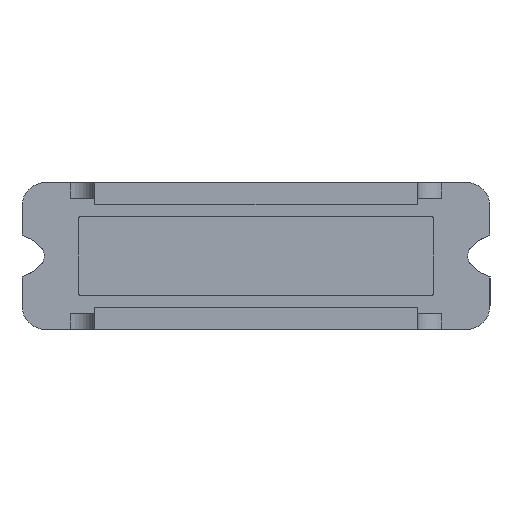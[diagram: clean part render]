
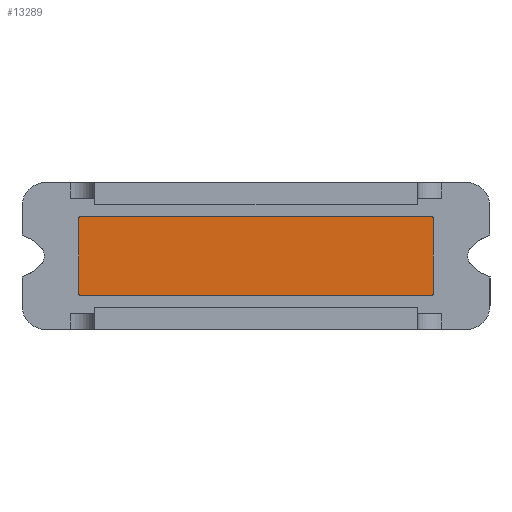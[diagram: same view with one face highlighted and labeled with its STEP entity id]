
A CAD part, front view. The second image highlights one B-rep face of the part: STEP entity #13289.
In plain terms, the highlighted planar face has unit normal (0, -1, 0).
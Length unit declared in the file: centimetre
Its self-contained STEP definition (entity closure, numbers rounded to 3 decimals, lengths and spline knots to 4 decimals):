
#39 = AXIS2_PLACEMENT_3D ( 'NONE', #730, #731, #732 ) ;
#40 = AXIS2_PLACEMENT_3D ( 'NONE', #735, #736, #737 ) ;
#41 = AXIS2_PLACEMENT_3D ( 'NONE', #739, #740, #741 ) ;
#42 = AXIS2_PLACEMENT_3D ( 'NONE', #745, #746, #747 ) ;
#536 = LINE ( 'NONE', #729, #544 ) ;
#538 = LINE ( 'NONE', #11586, #541 ) ;
#540 = CIRCLE ( 'NONE', #39, 0.0127 ) ;
#541 = VECTOR ( 'NONE', #11592, 100. ) ;
#542 = LINE ( 'NONE', #734, #547 ) ;
#543 = CIRCLE ( 'NONE', #40, 0.0127 ) ;
#544 = VECTOR ( 'NONE', #727, 100. ) ;
#545 = LINE ( 'NONE', #738, #550 ) ;
#546 = CIRCLE ( 'NONE', #41, 0.0127 ) ;
#547 = VECTOR ( 'NONE', #728, 100. ) ;
#549 = CIRCLE ( 'NONE', #42, 0.0127 ) ;
#550 = VECTOR ( 'NONE', #733, 100. ) ;
#727 = DIRECTION ( 'NONE',  ( 0., 0., 1. ) ) ;
#728 = DIRECTION ( 'NONE',  ( -1., 0., 0. ) ) ;
#729 = CARTESIAN_POINT ( 'NONE',  ( 1.778, -2.921, 0. ) ) ;
#730 = CARTESIAN_POINT ( 'NONE',  ( 1.7653, -2.921, -0.3835 ) ) ;
#731 = DIRECTION ( 'NONE',  ( 0., 1., 0. ) ) ;
#732 = DIRECTION ( 'NONE',  ( 0., 0., 1. ) ) ;
#733 = DIRECTION ( 'NONE',  ( 0., 0., -1. ) ) ;
#734 = CARTESIAN_POINT ( 'NONE',  ( 0., -2.921, 0.3962 ) ) ;
#735 = CARTESIAN_POINT ( 'NONE',  ( 1.7653, -2.921, 0.3835 ) ) ;
#736 = DIRECTION ( 'NONE',  ( 0., 1., 0. ) ) ;
#737 = DIRECTION ( 'NONE',  ( 0., 0., -1. ) ) ;
#738 = CARTESIAN_POINT ( 'NONE',  ( -1.778, -2.921, 0. ) ) ;
#739 = CARTESIAN_POINT ( 'NONE',  ( -1.7653, -2.921, 0.3835 ) ) ;
#740 = DIRECTION ( 'NONE',  ( 0., 1., 0. ) ) ;
#741 = DIRECTION ( 'NONE',  ( 0., 0., 1. ) ) ;
#745 = CARTESIAN_POINT ( 'NONE',  ( -1.7653, -2.921, -0.3835 ) ) ;
#746 = DIRECTION ( 'NONE',  ( 0., 1., 0. ) ) ;
#747 = DIRECTION ( 'NONE',  ( 0., 0., -1. ) ) ;
#1350 = CARTESIAN_POINT ( 'NONE',  ( -1.7653, -2.921, 0.3962 ) ) ;
#1360 = CARTESIAN_POINT ( 'NONE',  ( 1.7653, -2.921, -0.3962 ) ) ;
#1368 = CARTESIAN_POINT ( 'NONE',  ( 1.778, -2.921, 0.3835 ) ) ;
#1425 = CARTESIAN_POINT ( 'NONE',  ( -1.778, -2.921, 0.3835 ) ) ;
#2468 = AXIS2_PLACEMENT_3D ( 'NONE', #9318, #9606, #9607 ) ;
#2624 = EDGE_CURVE ( 'NONE', #13102, #12466, #538, .T. ) ;
#2625 = EDGE_CURVE ( 'NONE', #13088, #12466, #540, .T. ) ;
#2626 = EDGE_CURVE ( 'NONE', #13088, #12478, #536, .T. ) ;
#2627 = EDGE_CURVE ( 'NONE', #12921, #12478, #543, .T. ) ;
#2628 = EDGE_CURVE ( 'NONE', #12921, #12459, #542, .T. ) ;
#2629 = EDGE_CURVE ( 'NONE', #12574, #12459, #546, .T. ) ;
#2630 = EDGE_CURVE ( 'NONE', #12574, #13134, #545, .T. ) ;
#2631 = EDGE_CURVE ( 'NONE', #13102, #13134, #549, .T. ) ;
#5434 = CARTESIAN_POINT ( 'NONE',  ( 1.7653, -2.921, 0.3962 ) ) ;
#5440 = CARTESIAN_POINT ( 'NONE',  ( -1.7653, -2.921, -0.3962 ) ) ;
#5450 = CARTESIAN_POINT ( 'NONE',  ( 1.778, -2.921, -0.3835 ) ) ;
#5453 = CARTESIAN_POINT ( 'NONE',  ( -1.778, -2.921, -0.3835 ) ) ;
#7597 = FACE_OUTER_BOUND ( 'NONE', #13701, .T. ) ;
#9318 = CARTESIAN_POINT ( 'NONE',  ( 0., -2.921, 0. ) ) ;
#9319 = PLANE ( 'NONE',  #2468 ) ;
#9606 = DIRECTION ( 'NONE',  ( 0., 1., 0. ) ) ;
#9607 = DIRECTION ( 'NONE',  ( 0., 0., 1. ) ) ;
#11586 = CARTESIAN_POINT ( 'NONE',  ( 0., -2.921, -0.3962 ) ) ;
#11592 = DIRECTION ( 'NONE',  ( 1., 0., 0. ) ) ;
#12459 = VERTEX_POINT ( 'NONE', #1350 ) ;
#12466 = VERTEX_POINT ( 'NONE', #1360 ) ;
#12478 = VERTEX_POINT ( 'NONE', #1368 ) ;
#12574 = VERTEX_POINT ( 'NONE', #1425 ) ;
#12795 = ORIENTED_EDGE ( 'NONE', *, *, #2630, .T. ) ;
#12799 = ORIENTED_EDGE ( 'NONE', *, *, #2625, .F. ) ;
#12815 = ORIENTED_EDGE ( 'NONE', *, *, #2624, .T. ) ;
#12821 = ORIENTED_EDGE ( 'NONE', *, *, #2629, .F. ) ;
#12840 = ORIENTED_EDGE ( 'NONE', *, *, #2627, .F. ) ;
#12850 = ORIENTED_EDGE ( 'NONE', *, *, #2628, .T. ) ;
#12856 = ORIENTED_EDGE ( 'NONE', *, *, #2631, .F. ) ;
#12871 = ORIENTED_EDGE ( 'NONE', *, *, #2626, .T. ) ;
#12921 = VERTEX_POINT ( 'NONE', #5434 ) ;
#13088 = VERTEX_POINT ( 'NONE', #5450 ) ;
#13102 = VERTEX_POINT ( 'NONE', #5440 ) ;
#13134 = VERTEX_POINT ( 'NONE', #5453 ) ;
#13289 = ADVANCED_FACE ( 'NONE', ( #7597 ), #9319, .F. ) ;
#13701 = EDGE_LOOP ( 'NONE', ( #12815, #12799, #12871, #12840, #12850, #12821, #12795, #12856 ) ) ;
